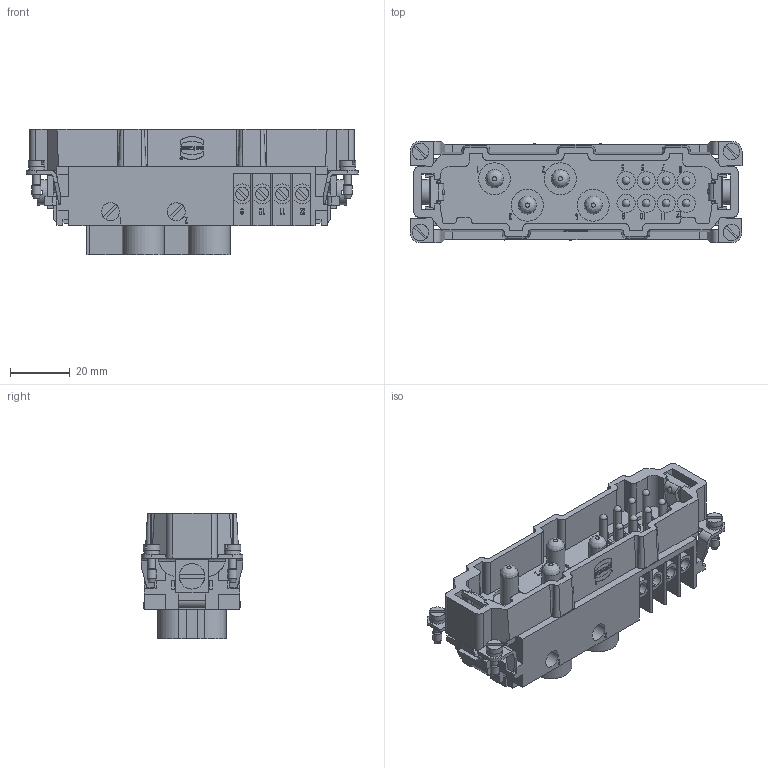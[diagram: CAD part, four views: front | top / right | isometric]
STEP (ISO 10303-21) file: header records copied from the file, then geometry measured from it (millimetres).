
FILE_DESCRIPTION(/* description */ (''),/* implementation_level */ '2;1');
FILE_NAME(/* name */ '100095139ugm000_d.stp',/* time_stamp */ '2019-08-27T08:17:31+02:00',/* author */ (''),/* organization */ (''),/* preprocessor_version */ 'ST-DEVELOPER v16.7',/* originating_system */ 'SIEMENS PLM Software NX 12.0',/* authorisation */ '');
FILE_SCHEMA (('AUTOMOTIVE_DESIGN { 1 0 10303 214 3 1 1 1 }'));
Length unit declared in the file: millimetre
Products named in the file (1): 100095139ugm000_d
Bounding box: 111 x 34 x 42 mm (x, y, z)
Volume: 62582.5 mm3; surface area: 32542.3 mm2
Topology: 1 solids, 1 shells, 1348 faces, 3785 edges, 2517 vertices
Faces by surface type: plane 954, cylinder 321, cone 44, sphere 18, bspline 8, extrusion 3
Full cylindrical faces by diameter (mm): 0.56 x1, 0.8 x1, 2.5 x12, 3 x4, 3.2 x8, 5 x1, 5.3 x4, 5.5 x4, 6 x8, 6.1 x8, 7.2 x4, 8.5 x2, 10.7 x4
Entity records: 52751 total; most frequent: CARTESIAN_POINT 8936, ORIENTED_EDGE 7174, DIRECTION 6904, EDGE_CURVE 3587, VECTOR 2624, LINE 2621, VERTEX_POINT 2449, AXIS2_PLACEMENT_3D 2140
